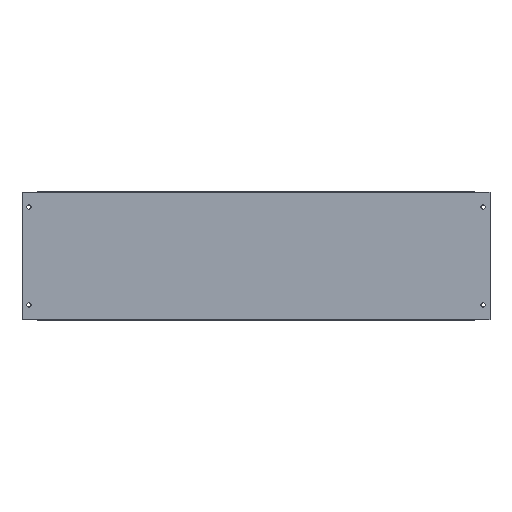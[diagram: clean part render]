
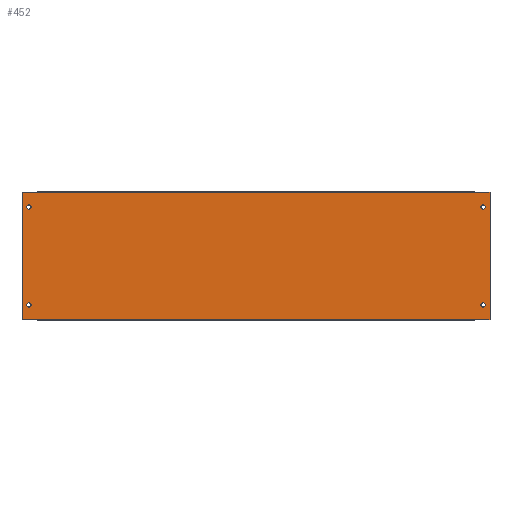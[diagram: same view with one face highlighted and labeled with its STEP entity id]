
A CAD part, top view. The second image highlights one B-rep face of the part: STEP entity #452.
In plain terms, the highlighted planar face has unit normal (0, 0, 1).
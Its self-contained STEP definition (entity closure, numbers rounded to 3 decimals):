
#19 = DIRECTION ( 'NONE',  ( -1., 0., 0. ) ) ;
#23 = AXIS2_PLACEMENT_3D ( 'NONE', #521, #295, #455 ) ;
#39 = LINE ( 'NONE', #690, #908 ) ;
#42 = AXIS2_PLACEMENT_3D ( 'NONE', #508, #496, #113 ) ;
#43 = DIRECTION ( 'NONE',  ( 0., 0., -1. ) ) ;
#62 = CARTESIAN_POINT ( 'NONE',  ( 0., 0., 0. ) ) ;
#63 = VERTEX_POINT ( 'NONE', #911 ) ;
#75 = ORIENTED_EDGE ( 'NONE', *, *, #188, .T. ) ;
#77 = AXIS2_PLACEMENT_3D ( 'NONE', #631, #643, #477 ) ;
#79 = EDGE_CURVE ( 'NONE', #578, #790, #370, .T. ) ;
#85 = DIRECTION ( 'NONE',  ( -1., 0., 0. ) ) ;
#88 = LINE ( 'NONE', #647, #481 ) ;
#91 = ORIENTED_EDGE ( 'NONE', *, *, #109, .T. ) ;
#98 = DIRECTION ( 'NONE',  ( -1., 0., 0. ) ) ;
#109 = EDGE_CURVE ( 'NONE', #567, #540, #778, .T. ) ;
#112 = AXIS2_PLACEMENT_3D ( 'NONE', #293, #43, #515 ) ;
#113 = DIRECTION ( 'NONE',  ( -1., 0., 0. ) ) ;
#114 = CARTESIAN_POINT ( 'NONE',  ( 7.35, 22.5, 0. ) ) ;
#139 = CARTESIAN_POINT ( 'NONE',  ( 706.4, 172.5, 0. ) ) ;
#143 = DIRECTION ( 'NONE',  ( 0., 0., -1. ) ) ;
#181 = EDGE_LOOP ( 'NONE', ( #238, #784, #625, #618, #337, #956, #241, #303 ) ) ;
#182 = DIRECTION ( 'NONE',  ( 0., -1., 0. ) ) ;
#184 = DIRECTION ( 'NONE',  ( 0., 0., -1. ) ) ;
#188 = EDGE_CURVE ( 'NONE', #704, #892, #680, .T. ) ;
#198 = CIRCLE ( 'NONE', #766, 3.25 ) ;
#212 = DIRECTION ( 'NONE',  ( 0., 1., 0. ) ) ;
#215 = VECTOR ( 'NONE', #85, 1000. ) ;
#222 = EDGE_CURVE ( 'NONE', #465, #549, #391, .T. ) ;
#227 = VERTEX_POINT ( 'NONE', #859 ) ;
#234 = PLANE ( 'NONE',  #616 ) ;
#238 = ORIENTED_EDGE ( 'NONE', *, *, #754, .T. ) ;
#240 = VERTEX_POINT ( 'NONE', #244 ) ;
#241 = ORIENTED_EDGE ( 'NONE', *, *, #392, .F. ) ;
#244 = CARTESIAN_POINT ( 'NONE',  ( 693.5, 195., 0. ) ) ;
#248 = ORIENTED_EDGE ( 'NONE', *, *, #497, .T. ) ;
#257 = DIRECTION ( 'NONE',  ( 1., 0., 0. ) ) ;
#270 = CARTESIAN_POINT ( 'NONE',  ( 0., 0., 0. ) ) ;
#272 = CARTESIAN_POINT ( 'NONE',  ( 23.5, 195., 0. ) ) ;
#293 = CARTESIAN_POINT ( 'NONE',  ( 706.4, 22.5, 0. ) ) ;
#295 = DIRECTION ( 'NONE',  ( 0., 0., -1. ) ) ;
#297 = AXIS2_PLACEMENT_3D ( 'NONE', #139, #143, #614 ) ;
#303 = ORIENTED_EDGE ( 'NONE', *, *, #79, .T. ) ;
#333 = CARTESIAN_POINT ( 'NONE',  ( 717., 195., 0. ) ) ;
#337 = ORIENTED_EDGE ( 'NONE', *, *, #627, .T. ) ;
#340 = VECTOR ( 'NONE', #534, 1000. ) ;
#363 = AXIS2_PLACEMENT_3D ( 'NONE', #413, #967, #19 ) ;
#370 = LINE ( 'NONE', #517, #390 ) ;
#386 = CARTESIAN_POINT ( 'NONE',  ( 0., 0., 0. ) ) ;
#390 = VECTOR ( 'NONE', #990, 1000. ) ;
#391 = LINE ( 'NONE', #865, #340 ) ;
#392 = EDGE_CURVE ( 'NONE', #578, #240, #39, .T. ) ;
#395 = CIRCLE ( 'NONE', #970, 3.25 ) ;
#409 = VERTEX_POINT ( 'NONE', #386 ) ;
#413 = CARTESIAN_POINT ( 'NONE',  ( 10.6, 22.5, 0. ) ) ;
#415 = ORIENTED_EDGE ( 'NONE', *, *, #810, .T. ) ;
#416 = LINE ( 'NONE', #568, #1016 ) ;
#452 = ADVANCED_FACE ( 'NONE', ( #612, #1002, #454, #678, #520 ), #234, .F. ) ;
#454 = FACE_BOUND ( 'NONE', #935, .T. ) ;
#455 = DIRECTION ( 'NONE',  ( -1., 0., 0. ) ) ;
#465 = VERTEX_POINT ( 'NONE', #658 ) ;
#477 = DIRECTION ( 'NONE',  ( -1., 0., 0. ) ) ;
#481 = VECTOR ( 'NONE', #257, 1000. ) ;
#485 = CARTESIAN_POINT ( 'NONE',  ( 0., 195., 0. ) ) ;
#487 = CARTESIAN_POINT ( 'NONE',  ( 13.85, 172.5, 0. ) ) ;
#496 = DIRECTION ( 'NONE',  ( 0., 0., -1. ) ) ;
#497 = EDGE_CURVE ( 'NONE', #227, #606, #783, .T. ) ;
#498 = VECTOR ( 'NONE', #212, 1000. ) ;
#499 = DIRECTION ( 'NONE',  ( -1., 0., 0. ) ) ;
#508 = CARTESIAN_POINT ( 'NONE',  ( 10.6, 172.5, 0. ) ) ;
#515 = DIRECTION ( 'NONE',  ( -1., 0., 0. ) ) ;
#517 = CARTESIAN_POINT ( 'NONE',  ( 0., 195., 0. ) ) ;
#520 = FACE_OUTER_BOUND ( 'NONE', #181, .T. ) ;
#521 = CARTESIAN_POINT ( 'NONE',  ( 10.6, 172.5, 0. ) ) ;
#523 = DIRECTION ( 'NONE',  ( 0., 0., -1. ) ) ;
#524 = CIRCLE ( 'NONE', #42, 3.25 ) ;
#532 = DIRECTION ( 'NONE',  ( -1., 0., 0. ) ) ;
#534 = DIRECTION ( 'NONE',  ( -1., 0., 0. ) ) ;
#540 = VERTEX_POINT ( 'NONE', #808 ) ;
#548 = CIRCLE ( 'NONE', #112, 3.25 ) ;
#549 = VERTEX_POINT ( 'NONE', #741 ) ;
#558 = LINE ( 'NONE', #270, #829 ) ;
#564 = EDGE_CURVE ( 'NONE', #892, #704, #395, .T. ) ;
#567 = VERTEX_POINT ( 'NONE', #487 ) ;
#568 = CARTESIAN_POINT ( 'NONE',  ( 0., 0., 0. ) ) ;
#570 = EDGE_CURVE ( 'NONE', #792, #63, #198, .T. ) ;
#573 = CARTESIAN_POINT ( 'NONE',  ( 709.65, 172.5, 0. ) ) ;
#578 = VERTEX_POINT ( 'NONE', #272 ) ;
#585 = LINE ( 'NONE', #984, #498 ) ;
#606 = VERTEX_POINT ( 'NONE', #114 ) ;
#608 = EDGE_LOOP ( 'NONE', ( #785, #684 ) ) ;
#612 = FACE_BOUND ( 'NONE', #617, .T. ) ;
#614 = DIRECTION ( 'NONE',  ( -1., 0., 0. ) ) ;
#616 = AXIS2_PLACEMENT_3D ( 'NONE', #62, #523, #532 ) ;
#617 = EDGE_LOOP ( 'NONE', ( #942, #91 ) ) ;
#618 = ORIENTED_EDGE ( 'NONE', *, *, #765, .T. ) ;
#620 = EDGE_LOOP ( 'NONE', ( #75, #781 ) ) ;
#625 = ORIENTED_EDGE ( 'NONE', *, *, #222, .F. ) ;
#627 = EDGE_CURVE ( 'NONE', #844, #863, #585, .T. ) ;
#631 = CARTESIAN_POINT ( 'NONE',  ( 10.6, 22.5, 0. ) ) ;
#643 = DIRECTION ( 'NONE',  ( 0., 0., -1. ) ) ;
#647 = CARTESIAN_POINT ( 'NONE',  ( 0., 0., 0. ) ) ;
#658 = CARTESIAN_POINT ( 'NONE',  ( 693.5, 0., 0. ) ) ;
#678 = FACE_BOUND ( 'NONE', #608, .T. ) ;
#680 = CIRCLE ( 'NONE', #297, 3.25 ) ;
#684 = ORIENTED_EDGE ( 'NONE', *, *, #570, .T. ) ;
#690 = CARTESIAN_POINT ( 'NONE',  ( 23.5, 195., 0. ) ) ;
#693 = EDGE_CURVE ( 'NONE', #63, #792, #548, .T. ) ;
#704 = VERTEX_POINT ( 'NONE', #914 ) ;
#727 = CARTESIAN_POINT ( 'NONE',  ( 0., 195., 0. ) ) ;
#729 = CARTESIAN_POINT ( 'NONE',  ( 706.4, 22.5, 0. ) ) ;
#741 = CARTESIAN_POINT ( 'NONE',  ( 23.5, 0., 0. ) ) ;
#754 = EDGE_CURVE ( 'NONE', #790, #409, #558, .T. ) ;
#761 = EDGE_CURVE ( 'NONE', #863, #240, #951, .T. ) ;
#765 = EDGE_CURVE ( 'NONE', #465, #844, #416, .T. ) ;
#766 = AXIS2_PLACEMENT_3D ( 'NONE', #729, #801, #98 ) ;
#778 = CIRCLE ( 'NONE', #23, 3.25 ) ;
#781 = ORIENTED_EDGE ( 'NONE', *, *, #564, .T. ) ;
#783 = CIRCLE ( 'NONE', #363, 3.25 ) ;
#784 = ORIENTED_EDGE ( 'NONE', *, *, #1009, .T. ) ;
#785 = ORIENTED_EDGE ( 'NONE', *, *, #693, .T. ) ;
#790 = VERTEX_POINT ( 'NONE', #727 ) ;
#792 = VERTEX_POINT ( 'NONE', #869 ) ;
#801 = DIRECTION ( 'NONE',  ( 0., 0., -1. ) ) ;
#807 = DIRECTION ( 'NONE',  ( 1., 0., 0. ) ) ;
#808 = CARTESIAN_POINT ( 'NONE',  ( 7.35, 172.5, 0. ) ) ;
#810 = EDGE_CURVE ( 'NONE', #606, #227, #918, .T. ) ;
#829 = VECTOR ( 'NONE', #182, 1000. ) ;
#844 = VERTEX_POINT ( 'NONE', #957 ) ;
#859 = CARTESIAN_POINT ( 'NONE',  ( 13.85, 22.5, 0. ) ) ;
#863 = VERTEX_POINT ( 'NONE', #333 ) ;
#865 = CARTESIAN_POINT ( 'NONE',  ( 693.5, 0., 0. ) ) ;
#869 = CARTESIAN_POINT ( 'NONE',  ( 709.65, 22.5, 0. ) ) ;
#892 = VERTEX_POINT ( 'NONE', #573 ) ;
#895 = CARTESIAN_POINT ( 'NONE',  ( 706.4, 172.5, 0. ) ) ;
#908 = VECTOR ( 'NONE', #936, 1000. ) ;
#911 = CARTESIAN_POINT ( 'NONE',  ( 703.15, 22.5, 0. ) ) ;
#914 = CARTESIAN_POINT ( 'NONE',  ( 703.15, 172.5, 0. ) ) ;
#918 = CIRCLE ( 'NONE', #77, 3.25 ) ;
#925 = EDGE_CURVE ( 'NONE', #540, #567, #524, .T. ) ;
#935 = EDGE_LOOP ( 'NONE', ( #415, #248 ) ) ;
#936 = DIRECTION ( 'NONE',  ( 1., 0., 0. ) ) ;
#942 = ORIENTED_EDGE ( 'NONE', *, *, #925, .T. ) ;
#951 = LINE ( 'NONE', #485, #215 ) ;
#956 = ORIENTED_EDGE ( 'NONE', *, *, #761, .T. ) ;
#957 = CARTESIAN_POINT ( 'NONE',  ( 717., 0., 0. ) ) ;
#967 = DIRECTION ( 'NONE',  ( 0., 0., -1. ) ) ;
#970 = AXIS2_PLACEMENT_3D ( 'NONE', #895, #184, #499 ) ;
#984 = CARTESIAN_POINT ( 'NONE',  ( 717., 0., 0. ) ) ;
#990 = DIRECTION ( 'NONE',  ( -1., 0., 0. ) ) ;
#1002 = FACE_BOUND ( 'NONE', #620, .T. ) ;
#1009 = EDGE_CURVE ( 'NONE', #409, #549, #88, .T. ) ;
#1016 = VECTOR ( 'NONE', #807, 1000. ) ;
